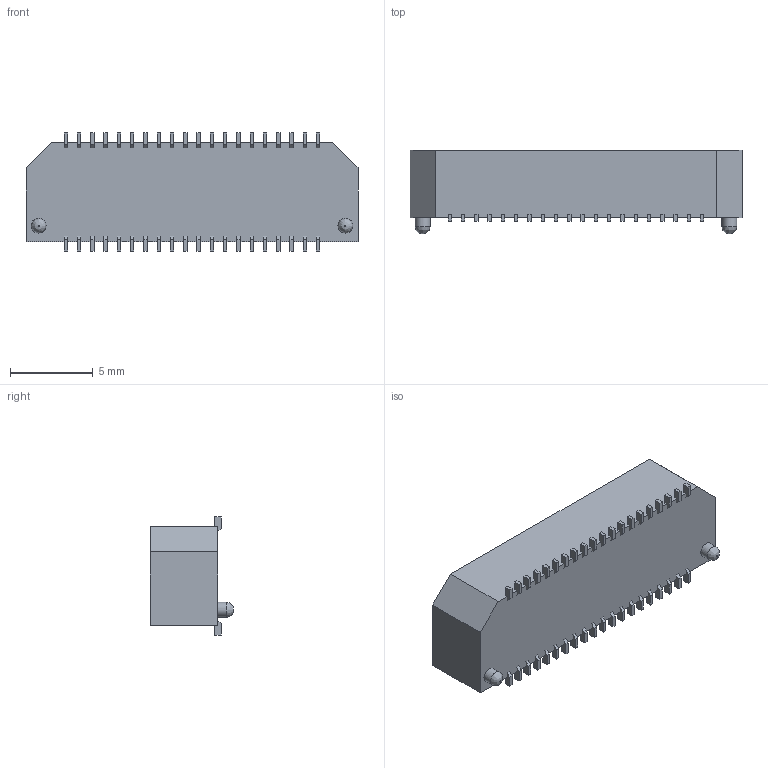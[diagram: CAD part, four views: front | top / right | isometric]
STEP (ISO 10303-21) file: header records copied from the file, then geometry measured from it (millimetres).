
FILE_DESCRIPTION( ( 'STEP AP214' ), '1' );
FILE_NAME( 'BTE-020-01-F-D-A.stp', '2018-12-03T22:37:33', ( '' ), ( '' ), ' ', 'PARTsolutions', ' ' );
FILE_SCHEMA( ( 'AUTOMOTIVE_DESIGN { 1 0 10303 214 1 1 1 1 }' ) );
Length unit declared in the file: inch
Products named in the file (3): BTE-020-01-F-D-A; _BTE-020-01-D-A_terminal; _T-1S39-020-01
Assembly tree (2 placements, depth 2):
  BTE-020-01-F-D-A
    _BTE-020-01-D-A_terminal
    _T-1S39-020-01
Bounding box: 20 x 5.02 x 7.11 mm (x, y, z)
Volume: 332.6 mm3; surface area: 947.7 mm2
Topology: 2 solids, 2 shells, 707 faces, 2058 edges, 1320 vertices
Faces by surface type: plane 703, cylinder 2, bspline 2
Full cylindrical faces by diameter (mm): 0.889 x2
Entity records: 28444 total; most frequent: CARTESIAN_POINT 4134, ORIENTED_EDGE 4104, DIRECTION 3474, EDGE_CURVE 2052, LINE 2046, VECTOR 2046, VERTEX_POINT 1318, AXIS2_PLACEMENT_3D 714
